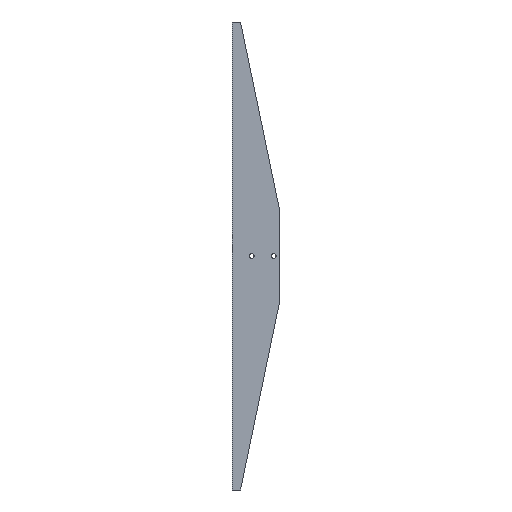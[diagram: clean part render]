
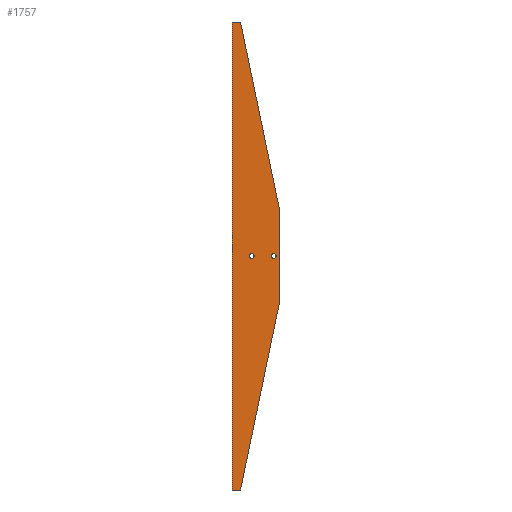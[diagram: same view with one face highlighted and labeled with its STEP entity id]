
A CAD part, left-side view. The second image highlights one B-rep face of the part: STEP entity #1757.
In plain terms, the highlighted planar face has unit normal (-1, 0, 0).
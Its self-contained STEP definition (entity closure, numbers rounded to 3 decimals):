
#86=FACE_BOUND('',#289,.T.);
#87=FACE_BOUND('',#290,.T.);
#158=CIRCLE('',#1935,4.5);
#159=CIRCLE('',#1936,4.5);
#168=FACE_OUTER_BOUND('',#288,.T.);
#288=EDGE_LOOP('',(#1304,#1305,#1306,#1307,#1308,#1309,#1310,#1311));
#289=EDGE_LOOP('',(#1312));
#290=EDGE_LOOP('',(#1313));
#369=LINE('',#2510,#543);
#417=LINE('',#2679,#591);
#421=LINE('',#2685,#595);
#422=LINE('',#2688,#596);
#430=LINE('',#2702,#604);
#465=LINE('',#2841,#639);
#466=LINE('',#2842,#640);
#467=LINE('',#2843,#641);
#543=VECTOR('',#2019,10.);
#591=VECTOR('',#2145,10.);
#595=VECTOR('',#2151,10.);
#596=VECTOR('',#2154,10.);
#604=VECTOR('',#2166,10.);
#639=VECTOR('',#2271,10.);
#640=VECTOR('',#2272,10.);
#641=VECTOR('',#2273,10.);
#717=VERTEX_POINT('',#2507);
#718=VERTEX_POINT('',#2509);
#799=VERTEX_POINT('',#2677);
#800=VERTEX_POINT('',#2678);
#801=VERTEX_POINT('',#2683);
#802=VERTEX_POINT('',#2687);
#806=VERTEX_POINT('',#2700);
#875=VERTEX_POINT('',#2840);
#876=VERTEX_POINT('',#2844);
#877=VERTEX_POINT('',#2846);
#881=EDGE_CURVE('',#718,#717,#369,.T.);
#965=EDGE_CURVE('',#799,#800,#417,.T.);
#969=EDGE_CURVE('',#801,#800,#421,.T.);
#970=EDGE_CURVE('',#801,#802,#422,.T.);
#978=EDGE_CURVE('',#717,#806,#430,.T.);
#1047=EDGE_CURVE('',#806,#875,#465,.T.);
#1048=EDGE_CURVE('',#799,#875,#466,.T.);
#1049=EDGE_CURVE('',#718,#802,#467,.T.);
#1050=EDGE_CURVE('',#876,#876,#158,.T.);
#1051=EDGE_CURVE('',#877,#877,#159,.T.);
#1304=ORIENTED_EDGE('',*,*,#1047,.T.);
#1305=ORIENTED_EDGE('',*,*,#1048,.F.);
#1306=ORIENTED_EDGE('',*,*,#965,.T.);
#1307=ORIENTED_EDGE('',*,*,#969,.F.);
#1308=ORIENTED_EDGE('',*,*,#970,.T.);
#1309=ORIENTED_EDGE('',*,*,#1049,.F.);
#1310=ORIENTED_EDGE('',*,*,#881,.T.);
#1311=ORIENTED_EDGE('',*,*,#978,.T.);
#1312=ORIENTED_EDGE('',*,*,#1050,.T.);
#1313=ORIENTED_EDGE('',*,*,#1051,.T.);
#1624=PLANE('',#1934);
#1757=ADVANCED_FACE('',(#168,#86,#87),#1624,.T.);
#1934=AXIS2_PLACEMENT_3D('',#2839,#2269,#2270);
#1935=AXIS2_PLACEMENT_3D('',#2845,#2274,#2275);
#1936=AXIS2_PLACEMENT_3D('',#2847,#2276,#2277);
#2019=DIRECTION('',(0.,1.,0.));
#2145=DIRECTION('',(0.,-0.203,0.979));
#2151=DIRECTION('',(0.,0.,-1.));
#2154=DIRECTION('',(0.,0.203,0.979));
#2166=DIRECTION('',(0.,0.,-1.));
#2269=DIRECTION('center_axis',(-1.,0.,0.));
#2270=DIRECTION('ref_axis',(0.,0.,
1.));
#2271=DIRECTION('',(0.,-1.,0.));
#2272=DIRECTION('',(0.,1.,0.));
#2273=DIRECTION('',(0.,-1.,0.));
#2274=DIRECTION('center_axis',(1.,0.,0.));
#2275=DIRECTION('ref_axis',(0.,0.,1.));
#2276=DIRECTION('center_axis',(1.,0.,0.));
#2277=DIRECTION('ref_axis',(0.,0.,1.));
#2507=CARTESIAN_POINT('',(-33.,2.,0.));
#2509=CARTESIAN_POINT('',(-33.,-2.,0.));
#2510=CARTESIAN_POINT('',(-33.,-20.369,0.));
#2677=CARTESIAN_POINT('',(-33.,-13.,-850.));
#2678=CARTESIAN_POINT('',(-33.,-84.,-508.));
#2679=CARTESIAN_POINT('',(-33.,-55.866,-643.52));
#2683=CARTESIAN_POINT('',(-33.,-84.,-342.));
#2685=CARTESIAN_POINT('',(-33.,-84.,0.));
#2687=CARTESIAN_POINT('',(-33.,-13.,0.));
#2688=CARTESIAN_POINT('',(-33.,-91.366,-377.48));
#2700=CARTESIAN_POINT('',(-33.,2.,-850.));
#2702=CARTESIAN_POINT('',(-33.,2.,-425.));
#2839=CARTESIAN_POINT('Origin',(-33.,-40.738,-425.));
#2840=CARTESIAN_POINT('',(-33.,-2.,-850.));
#2841=CARTESIAN_POINT('',(-33.,-21.369,-850.));
#2842=CARTESIAN_POINT('',(-33.,2.524,-850.));
#2843=CARTESIAN_POINT('',(-33.,-20.369,0.));
#2844=CARTESIAN_POINT('',(-33.,-73.,-429.5));
#2845=CARTESIAN_POINT('Origin',(-33.,-73.,-425.));
#2846=CARTESIAN_POINT('',(-33.,-33.,-429.5));
#2847=CARTESIAN_POINT('Origin',(-33.,-33.,-425.));
